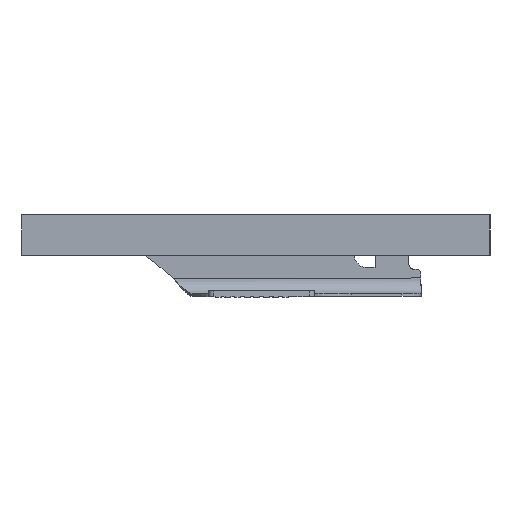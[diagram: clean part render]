
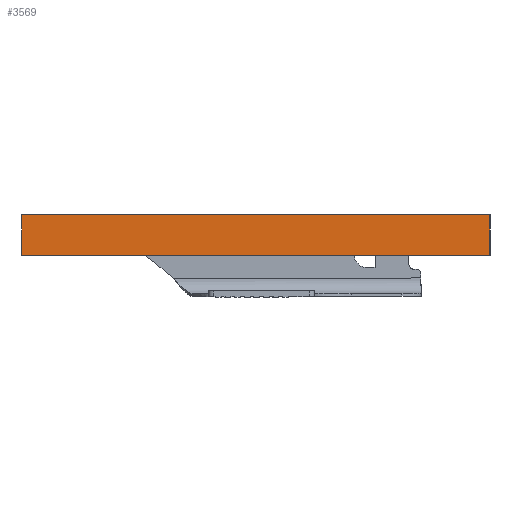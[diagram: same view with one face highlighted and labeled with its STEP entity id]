
A CAD part, left-side view. The second image highlights one B-rep face of the part: STEP entity #3569.
In plain terms, the highlighted planar face has unit normal (-1, 0, 0).
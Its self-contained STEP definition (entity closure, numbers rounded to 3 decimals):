
#193=FACE_OUTER_BOUND('',#394,.T.);
#394=EDGE_LOOP('',(#2422,#2423,#2424,#2425));
#628=LINE('',#4969,#1082);
#629=LINE('',#4972,#1083);
#630=LINE('',#4974,#1084);
#631=LINE('',#4975,#1085);
#1082=VECTOR('',#4041,10.);
#1083=VECTOR('',#4044,10.);
#1084=VECTOR('',#4045,10.);
#1085=VECTOR('',#4046,10.);
#1527=VERTEX_POINT('',#4965);
#1528=VERTEX_POINT('',#4967);
#1529=VERTEX_POINT('',#4971);
#1530=VERTEX_POINT('',#4973);
#1877=EDGE_CURVE('',#1527,#1528,#628,.T.);
#1878=EDGE_CURVE('',#1527,#1529,#629,.T.);
#1879=EDGE_CURVE('',#1530,#1528,#630,.T.);
#1880=EDGE_CURVE('',#1529,#1530,#631,.T.);
#2422=ORIENTED_EDGE('',*,*,#1878,.F.);
#2423=ORIENTED_EDGE('',*,*,#1877,.T.);
#2424=ORIENTED_EDGE('',*,*,#1879,.F.);
#2425=ORIENTED_EDGE('',*,*,#1880,.F.);
#3397=PLANE('',#3792);
#3569=ADVANCED_FACE('',(#193),#3397,.T.);
#3792=AXIS2_PLACEMENT_3D('',#4970,#4042,#4043);
#4041=DIRECTION('',(0.,0.,1.));
#4042=DIRECTION('center_axis',(-1.,0.,0.));
#4043=DIRECTION('ref_axis',(0.,-1.,0.));
#4044=DIRECTION('',(0.,1.,0.));
#4045=DIRECTION('',(0.,-1.,0.));
#4046=DIRECTION('',(0.,0.,1.));
#4965=CARTESIAN_POINT('',(-34.715,-12.19,0.));
#4967=CARTESIAN_POINT('',(-34.715,-12.19,2.1));
#4969=CARTESIAN_POINT('',(-34.715,-12.19,0.));
#4970=CARTESIAN_POINT('Origin',(-34.715,12.19,0.));
#4971=CARTESIAN_POINT('',(-34.715,12.19,0.));
#4972=CARTESIAN_POINT('',(-34.715,-12.19,0.));
#4973=CARTESIAN_POINT('',(-34.715,12.19,2.1));
#4974=CARTESIAN_POINT('',(-34.715,-12.19,2.1));
#4975=CARTESIAN_POINT('',(-34.715,12.19,0.));
